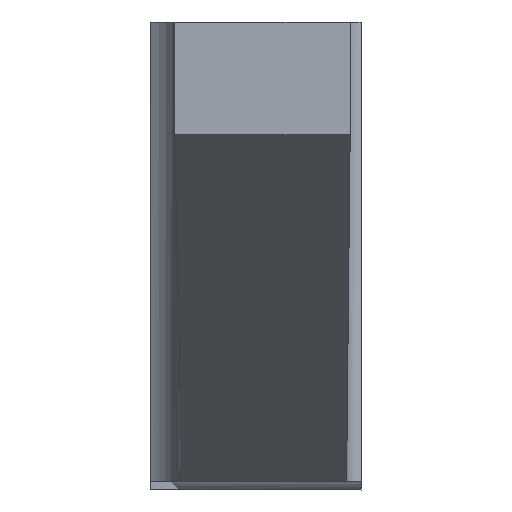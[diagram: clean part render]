
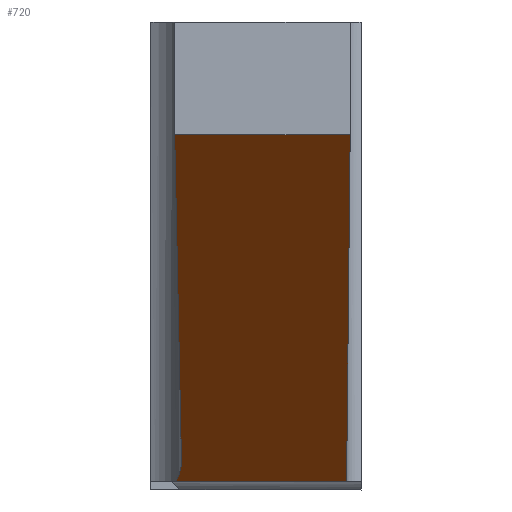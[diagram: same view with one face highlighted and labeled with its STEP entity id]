
A CAD part, front view. The second image highlights one B-rep face of the part: STEP entity #720.
In plain terms, the highlighted planar face has unit normal (0, -0.643, -0.766).
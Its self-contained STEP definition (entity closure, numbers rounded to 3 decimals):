
#501=CARTESIAN_POINT('',(3.348,-5.363,-6.85));
#502=VERTEX_POINT('',#501);
#604=CARTESIAN_POINT('',(0.436,-5.363,-6.85));
#605=VERTEX_POINT('',#604);
#616=CARTESIAN_POINT('',(3.348,-5.363,-6.85));
#617=DIRECTION('',(-1.,0.,0.));
#618=VECTOR('',#617,2.912);
#619=LINE('',#616,#618);
#620=EDGE_CURVE('',#502,#605,#619,.T.);
#641=CARTESIAN_POINT('',(2.405,-9.208,-3.624));
#642=DIRECTION('',(0.,0.643,0.766));
#643=DIRECTION('',(0.,-0.492,0.413));
#644=AXIS2_PLACEMENT_3D('',#641,#642,#643);
#645=PLANE('',#644);
#646=CARTESIAN_POINT('',(0.526,-5.795,-6.488));
#647=CARTESIAN_POINT('',(0.528,-5.645,-6.613));
#648=CARTESIAN_POINT('',(0.498,-5.499,-6.736));
#649=CARTESIAN_POINT('',(0.436,-5.363,-6.85));
#650=(BOUNDED_CURVE()B_SPLINE_CURVE(3,(#646,#647,#648,#649),.UNSPECIFIED.,.F.,.F.)B_SPLINE_CURVE_WITH_KNOTS((4,4),(0.,1.),.UNSPECIFIED.)CURVE()GEOMETRIC_REPRESENTATION_ITEM()RATIONAL_B_SPLINE_CURVE((1.,0.984,0.984,1.))REPRESENTATION_ITEM(''));
#651=CARTESIAN_POINT('',(0.526,-5.795,-6.488));
#652=VERTEX_POINT('',#651);
#653=EDGE_CURVE('',#652,#605,#650,.T.);
#654=ORIENTED_EDGE('Edge 422',*,*,#653,.T.);
#663=CARTESIAN_POINT('',(0.41,-12.425,-0.924));
#664=DIRECTION('',(0.013,0.766,-0.643));
#665=VECTOR('',#664,8.656);
#666=LINE('',#663,#665);
#667=CARTESIAN_POINT('',(0.41,-12.425,-0.924));
#668=VERTEX_POINT('',#667);
#669=EDGE_CURVE('',#668,#652,#666,.T.);
#670=ORIENTED_EDGE('Edge 1062',*,*,#669,.T.);
#679=CARTESIAN_POINT('',(0.41,-12.425,-0.924));
#680=DIRECTION('',(1.,0.,0.));
#681=VECTOR('',#680,3.);
#682=LINE('',#679,#681);
#683=CARTESIAN_POINT('',(3.41,-12.425,-0.924));
#684=VERTEX_POINT('',#683);
#685=EDGE_CURVE('',#668,#684,#682,.T.);
#686=ORIENTED_EDGE('Edge 432',*,*,#685,.F.);
#695=CARTESIAN_POINT('',(3.348,-5.363,-6.85));
#696=DIRECTION('',(0.007,-0.766,0.643));
#697=VECTOR('',#696,9.219);
#698=LINE('',#695,#697);
#699=EDGE_CURVE('',#502,#684,#698,.T.);
#700=ORIENTED_EDGE('Edge 437',*,*,#699,.T.);
#709=ORIENTED_EDGE('Edge 355',*,*,#620,.F.);
#718=EDGE_LOOP('',(#709,#700,#686,#670,#654));
#719=FACE_OUTER_BOUND('Loop 443',#718,.T.);
#720=ADVANCED_FACE('Face 444',(#719),#645,.F.);
